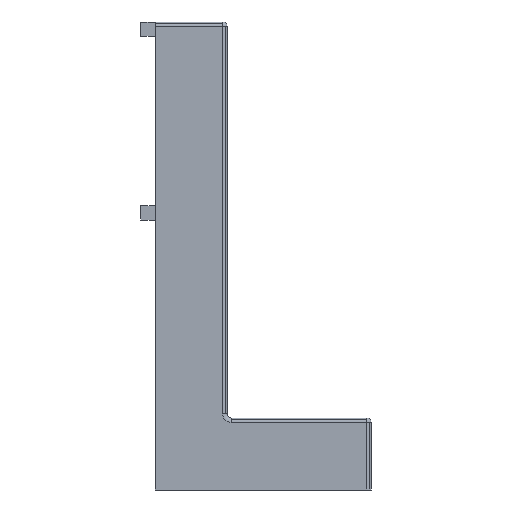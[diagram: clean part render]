
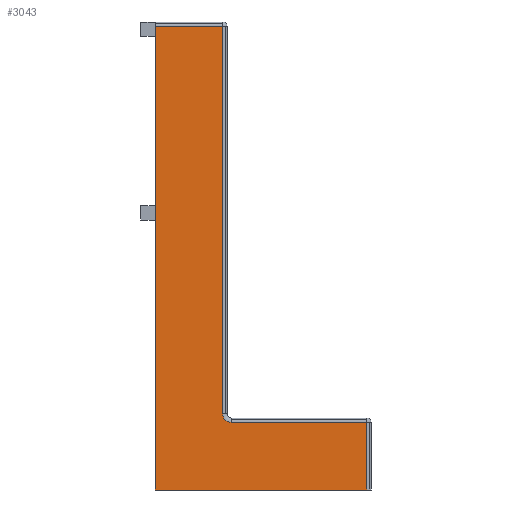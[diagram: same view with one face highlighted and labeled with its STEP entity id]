
A CAD part, left-side view. The second image highlights one B-rep face of the part: STEP entity #3043.
In plain terms, the highlighted free-form (B-spline) face has degree [1, 1] with [2, 2] control points.
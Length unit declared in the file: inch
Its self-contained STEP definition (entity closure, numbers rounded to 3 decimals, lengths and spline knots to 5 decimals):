
#1503=CARTESIAN_POINT('',(0.0,0.0,0.0));
#1504=VERTEX_POINT('',#1503);
#1511=CARTESIAN_POINT('',(0.0,0.0,6.44));
#1512=VERTEX_POINT('',#1511);
#1513=CARTESIAN_POINT('',(0.0,0.0,6.44));
#1514=DIRECTION('',(0.0,0.0,-1.0));
#1515=VECTOR('',#1514,6.44);
#1516=LINE('',#1513,#1515);
#1517=EDGE_CURVE('',#1512,#1504,#1516,.T.);
#2580=CARTESIAN_POINT('',(0.,-0.94,6.44));
#2581=VERTEX_POINT('',#2580);
#2582=CARTESIAN_POINT('',(0.0,0.0,6.44));
#2583=DIRECTION('',(0.0,-1.0,0.0));
#2584=VECTOR('',#2583,0.94);
#2585=LINE('',#2582,#2584);
#2586=EDGE_CURVE('',#1512,#2581,#2585,.T.);
#2703=CARTESIAN_POINT('',(0.,-0.94,1.06));
#2704=VERTEX_POINT('',#2703);
#2705=CARTESIAN_POINT('',(0.,-0.94,6.44));
#2706=DIRECTION('',(0.0,0.0,-1.0));
#2707=VECTOR('',#2706,5.38);
#2708=LINE('',#2705,#2707);
#2709=EDGE_CURVE('',#2581,#2704,#2708,.T.);
#2800=CARTESIAN_POINT('',(0.,-1.06,0.94));
#2801=VERTEX_POINT('',#2800);
#2802=CARTESIAN_POINT('',(0.,-1.06,1.06));
#2803=DIRECTION('',(-1.0,0.,0.));
#2804=DIRECTION('',(0.,0.707,-0.707));
#2805=AXIS2_PLACEMENT_3D('',#2802,#2803,#2804);
#2806=CIRCLE('',#2805,0.12);
#2807=EDGE_CURVE('',#2704,#2801,#2806,.T.);
#2851=CARTESIAN_POINT('',(0.,-2.94,0.94));
#2852=VERTEX_POINT('',#2851);
#2853=CARTESIAN_POINT('',(0.,-1.06,0.94));
#2854=DIRECTION('',(0.0,-1.0,0.0));
#2855=VECTOR('',#2854,1.88);
#2856=LINE('',#2853,#2855);
#2857=EDGE_CURVE('',#2801,#2852,#2856,.T.);
#2919=CARTESIAN_POINT('',(0.,-2.94,0.0));
#2920=VERTEX_POINT('',#2919);
#2921=CARTESIAN_POINT('',(0.,-2.94,0.94));
#2922=DIRECTION('',(0.0,0.0,-1.0));
#2923=VECTOR('',#2922,0.94);
#2924=LINE('',#2921,#2923);
#2925=EDGE_CURVE('',#2852,#2920,#2924,.T.);
#2991=CARTESIAN_POINT('',(0.0,0.0,0.0));
#2992=DIRECTION('',(0.0,-1.0,0.0));
#2993=VECTOR('',#2992,2.94);
#2994=LINE('',#2991,#2993);
#2995=EDGE_CURVE('',#1504,#2920,#2994,.T.);
#3029=CARTESIAN_POINT('',(0.,0.0,0.0));
#3030=CARTESIAN_POINT('',(0.,0.0,6.44));
#3031=CARTESIAN_POINT('',(0.,-2.94,0.0));
#3032=CARTESIAN_POINT('',(0.,-2.94,6.44));
#3033=B_SPLINE_SURFACE_WITH_KNOTS('',1,1,((#3029,#3031),(#3030,#3032)),.UNSPECIFIED.,.F.,.F.,.U.,(2,2),(2,2),(0.0,6.44),(0.0,2.94),.UNSPECIFIED.);
#3034=ORIENTED_EDGE('',*,*,#2586,.F.);
#3035=ORIENTED_EDGE('',*,*,#1517,.T.);
#3036=ORIENTED_EDGE('',*,*,#2995,.T.);
#3037=ORIENTED_EDGE('',*,*,#2925,.F.);
#3038=ORIENTED_EDGE('',*,*,#2857,.F.);
#3039=ORIENTED_EDGE('',*,*,#2807,.F.);
#3040=ORIENTED_EDGE('',*,*,#2709,.F.);
#3041=EDGE_LOOP('',(#3034,#3035,#3036,#3037,#3038,#3039,#3040));
#3042=FACE_OUTER_BOUND('',#3041,.T.);
#3043=ADVANCED_FACE('',(#3042),#3033,.F.);
